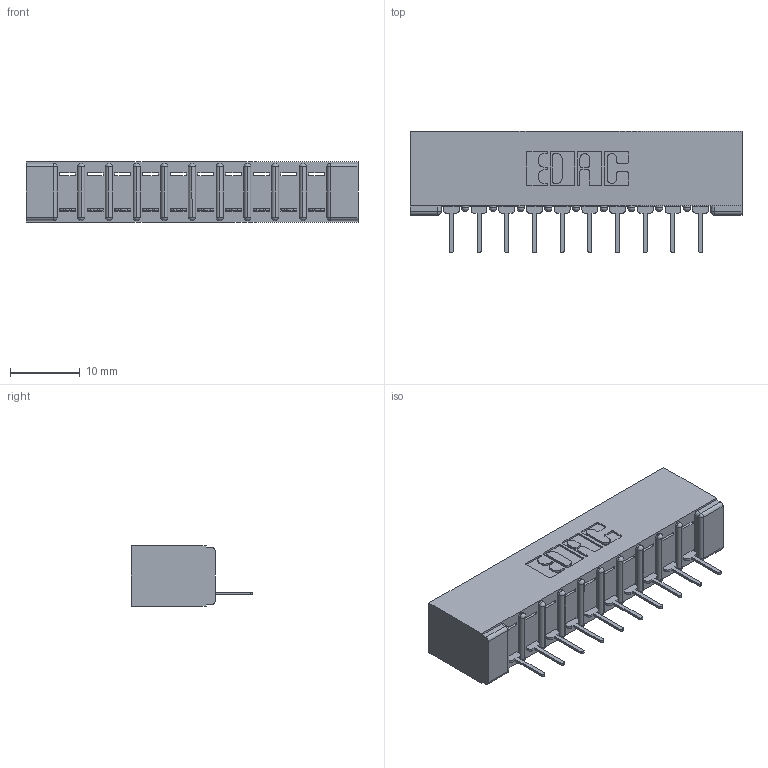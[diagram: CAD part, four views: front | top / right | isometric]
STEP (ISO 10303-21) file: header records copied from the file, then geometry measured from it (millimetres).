
FILE_DESCRIPTION (( 'STEP AP203' ), '1' );
FILE_NAME ('357-010-531-101.STEP', '2019-09-13T19:09:23', ( '' ), ( '' ), 'SwSTEP 2.0', 'SolidWorks 2016', '' );
FILE_SCHEMA (( 'CONFIG_CONTROL_DESIGN' ));
Length unit declared in the file: inch
Products named in the file (3): 307 Part_No Mounting Lugs; 307-290-001_531; 357-010-531-101
Assembly tree (11 placements, depth 2):
  357-010-531-101
    307 Part_No Mounting Lugs
    307-290-001_531  x10
Bounding box: 47.5 x 17.42 x 8.71 mm (x, y, z)
Volume: 3209.1 mm3; surface area: 4734.2 mm2
Topology: 11 solids, 11 shells, 681 faces, 1919 edges, 1234 vertices
Faces by surface type: plane 436, cylinder 223, sphere 22
Entity records: 12208 total; most frequent: CARTESIAN_POINT 2044, ORIENTED_EDGE 2030, DIRECTION 2005, EDGE_CURVE 1015, VECTOR 767, LINE 767, VERTEX_POINT 658, AXIS2_PLACEMENT_3D 619
